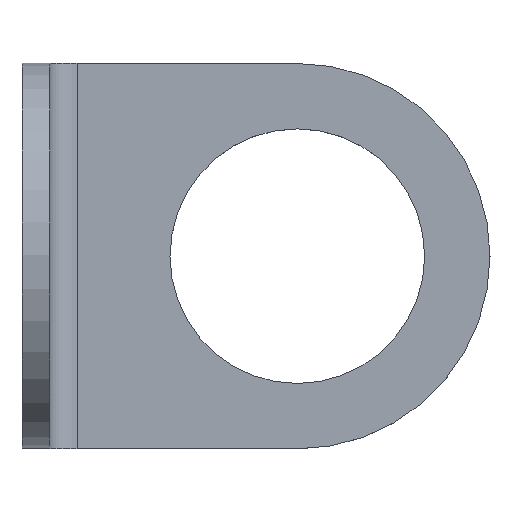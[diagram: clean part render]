
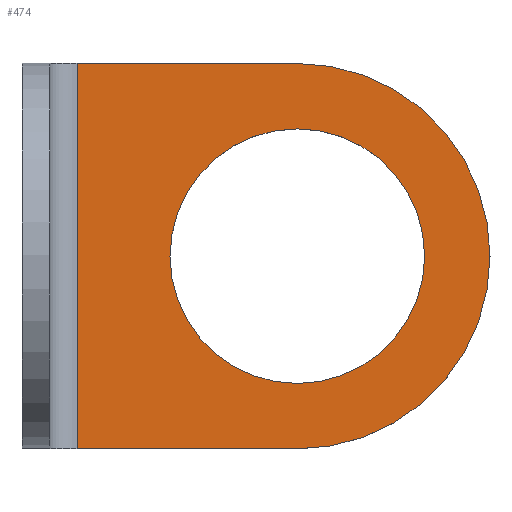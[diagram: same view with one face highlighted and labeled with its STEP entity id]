
A CAD part, top view. The second image highlights one B-rep face of the part: STEP entity #474.
In plain terms, the highlighted planar face has unit normal (0, 0, 1).
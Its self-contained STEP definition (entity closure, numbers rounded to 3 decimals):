
#14=FACE_BOUND('',#55,.T.);
#20=PLANE('',#560);
#34=FACE_OUTER_BOUND('',#54,.T.);
#54=EDGE_LOOP('',(#388,#389,#390,#391));
#55=EDGE_LOOP('',(#392));
#79=CIRCLE('',#561,14.);
#80=CIRCLE('',#562,9.25);
#118=LINE('',#811,#168);
#119=LINE('',#813,#169);
#120=LINE('',#816,#170);
#168=VECTOR('',#649,28.);
#169=VECTOR('',#650,16.002);
#170=VECTOR('',#653,16.002);
#228=VERTEX_POINT('',#809);
#229=VERTEX_POINT('',#810);
#230=VERTEX_POINT('',#812);
#231=VERTEX_POINT('',#814);
#232=VERTEX_POINT('',#817);
#308=EDGE_CURVE('',#228,#229,#118,.T.);
#309=EDGE_CURVE('',#229,#230,#119,.T.);
#310=EDGE_CURVE('',#230,#231,#79,.T.);
#311=EDGE_CURVE('',#231,#228,#120,.T.);
#312=EDGE_CURVE('',#232,#232,#80,.T.);
#388=ORIENTED_EDGE('',*,*,#308,.T.);
#389=ORIENTED_EDGE('',*,*,#309,.T.);
#390=ORIENTED_EDGE('',*,*,#310,.T.);
#391=ORIENTED_EDGE('',*,*,#311,.T.);
#392=ORIENTED_EDGE('',*,*,#312,.T.);
#474=ADVANCED_FACE('',(#34,#14),#20,.T.);
#560=AXIS2_PLACEMENT_3D('',#808,#647,#648);
#561=AXIS2_PLACEMENT_3D('',#815,#651,#652);
#562=AXIS2_PLACEMENT_3D('',#818,#654,#655);
#647=DIRECTION('center_axis',(0.,0.,1.));
#648=DIRECTION('ref_axis',(1.,0.,0.));
#649=DIRECTION('',(0.,-1.,0.));
#650=DIRECTION('',(1.,0.,0.));
#651=DIRECTION('center_axis',(0.,0.,1.));
#652=DIRECTION('ref_axis',(1.,0.,0.));
#653=DIRECTION('',(-1.,0.,0.));
#654=DIRECTION('center_axis',(0.,0.,
-1.));
#655=DIRECTION('ref_axis',(-1.,0.,0.));
#808=CARTESIAN_POINT('Origin',(17.091,-14.,-16.));
#809=CARTESIAN_POINT('',(2.,14.,-16.));
#810=CARTESIAN_POINT('',(2.,-14.,-16.));
#811=CARTESIAN_POINT('',(2.,14.,-16.));
#812=CARTESIAN_POINT('',(18.002,-14.,-16.));
#813=CARTESIAN_POINT('',(2.,-14.,-16.));
#814=CARTESIAN_POINT('',(18.002,14.,-16.));
#815=CARTESIAN_POINT('Origin',(18.002,0.,-16.));
#816=CARTESIAN_POINT('',(18.002,14.,-16.));
#817=CARTESIAN_POINT('',(27.252,0.,-16.));
#818=CARTESIAN_POINT('Origin',(18.002,0.,-16.));
